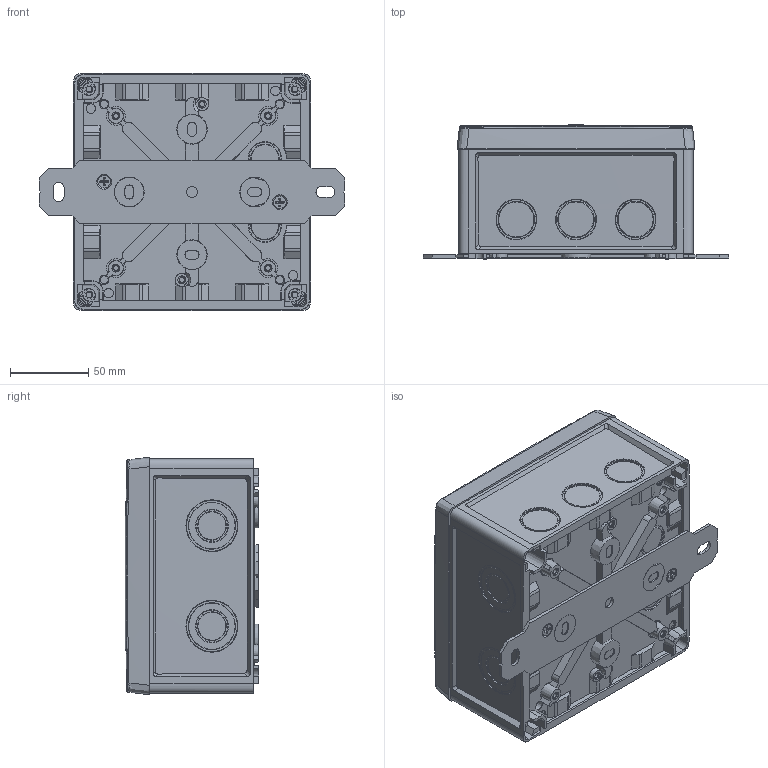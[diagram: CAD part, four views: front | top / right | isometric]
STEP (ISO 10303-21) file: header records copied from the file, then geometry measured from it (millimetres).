
FILE_DESCRIPTION(/* description */ ('STEP AP214'),/* implementation_level */ '2;1');
FILE_NAME(/* name */ '41040101',/* time_stamp */ '2024-12-06T18:53:35+01:00',/* author */ ('License CC BY-ND 4.0'),/* organization */ ('CADENAS'),/* preprocessor_version */ 'ST-DEVELOPER v19.3',/* originating_system */ 'PARTsolutions',/* authorisation */ ' ');
FILE_SCHEMA (('AUTOMOTIVE_DESIGN {1 0 10303 214 3 1 1}'));
Length unit declared in the file: millimetre
Products named in the file (6): 41040101; 41040101_PART1; 41040101_PART2; 41040101_PART3; 41040101_PART4; 41040101_PART5
Assembly tree (9 placements, depth 2):
  41040101
    41040101_PART1  x2
    41040101_PART2
    41040101_PART3  x4
    41040101_PART4
    41040101_PART5
Bounding box: 195 x 85.3 x 151.6 mm (x, y, z)
Volume: 333448.2 mm3; surface area: 266713 mm2
Topology: 9 solids, 9 shells, 2419 faces, 6449 edges, 4146 vertices
Faces by surface type: plane 1183, cone 481, bspline 310, cylinder 263, torus 122, sphere 60
Full cylindrical faces by diameter (mm): 1 x4, 1.5 x2, 2.46 x4, 2.809 x2, 3.13 x2, 3.2 x4, 3.4 x4, 4 x8, 4.5 x2, 6 x8, 7.2 x1, 8 x2, 14 x4, 19 x2
Entity records: 89757 total; most frequent: CARTESIAN_POINT 37891, ORIENTED_EDGE 11198, DIRECTION 10144, EDGE_CURVE 5599, AXIS2_PLACEMENT_3D 3809, VERTEX_POINT 3661, LINE 2526, VECTOR 2526
